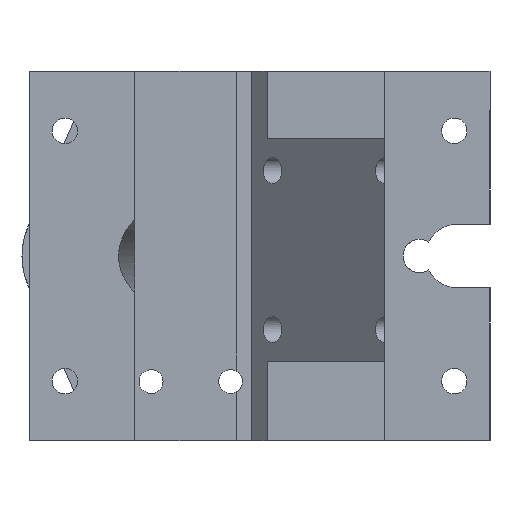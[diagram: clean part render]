
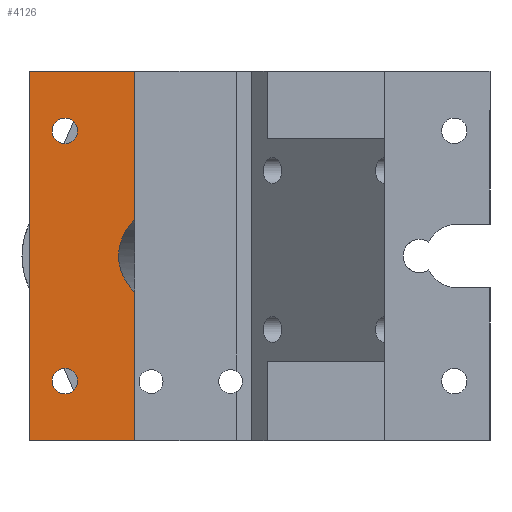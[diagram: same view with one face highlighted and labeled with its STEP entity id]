
A CAD part, left-side view. The second image highlights one B-rep face of the part: STEP entity #4126.
In plain terms, the highlighted planar face has unit normal (-1, 0, 0).
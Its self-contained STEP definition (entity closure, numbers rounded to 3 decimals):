
#35=ELLIPSE('',#4432,9.791,7.5);
#77=FACE_BOUND('',#742,.T.);
#78=FACE_BOUND('',#743,.T.);
#196=PLANE('',#4434);
#291=CIRCLE('',#4369,1.6);
#294=CIRCLE('',#4374,1.6);
#497=FACE_OUTER_BOUND('',#741,.T.);
#741=EDGE_LOOP('',(#3641,#3642,#3643,#3644,#3645,#3646));
#742=EDGE_LOOP('',(#3647));
#743=EDGE_LOOP('',(#3648));
#1007=LINE('',#8766,#1416);
#1231=LINE('',#9366,#1640);
#1232=LINE('',#9368,#1641);
#1233=LINE('',#9370,#1642);
#1234=LINE('',#9371,#1643);
#1416=VECTOR('',#4804,10.);
#1640=VECTOR('',#5368,10.);
#1641=VECTOR('',#5369,10.);
#1642=VECTOR('',#5370,10.);
#1643=VECTOR('',#5371,10.);
#1849=VERTEX_POINT('',#8763);
#1850=VERTEX_POINT('',#8765);
#2014=VERTEX_POINT('',#9219);
#2017=VERTEX_POINT('',#9229);
#2054=VERTEX_POINT('',#9358);
#2056=VERTEX_POINT('',#9361);
#2057=VERTEX_POINT('',#9367);
#2058=VERTEX_POINT('',#9369);
#2322=EDGE_CURVE('',#1849,#1850,#1007,.T.);
#2552=EDGE_CURVE('',#2014,#2014,#291,.T.);
#2557=EDGE_CURVE('',#2017,#2017,#294,.T.);
#2620=EDGE_CURVE('',#2056,#2054,#35,.T.);
#2623=EDGE_CURVE('',#2054,#1850,#1231,.T.);
#2624=EDGE_CURVE('',#2057,#1849,#1232,.T.);
#2625=EDGE_CURVE('',#2058,#2057,#1233,.T.);
#2626=EDGE_CURVE('',#2058,#2056,#1234,.T.);
#3641=ORIENTED_EDGE('',*,*,#2620,.T.);
#3642=ORIENTED_EDGE('',*,*,#2623,.T.);
#3643=ORIENTED_EDGE('',*,*,#2322,.F.);
#3644=ORIENTED_EDGE('',*,*,#2624,.F.);
#3645=ORIENTED_EDGE('',*,*,#2625,.F.);
#3646=ORIENTED_EDGE('',*,*,#2626,.T.);
#3647=ORIENTED_EDGE('',*,*,#2552,.T.);
#3648=ORIENTED_EDGE('',*,*,#2557,.T.);
#4126=ADVANCED_FACE('',(#497,#77,#78),#196,.T.);
#4369=AXIS2_PLACEMENT_3D('',#9221,#5199,#5200);
#4374=AXIS2_PLACEMENT_3D('',#9231,#5211,#5212);
#4432=AXIS2_PLACEMENT_3D('',#9362,#5361,#5362);
#4434=AXIS2_PLACEMENT_3D('',#9365,#5366,#5367);
#4804=DIRECTION('',(0.,-1.,0.));
#5199=DIRECTION('center_axis',(1.,0.,0.));
#5200=DIRECTION('ref_axis',(0.,1.,0.));
#5211=DIRECTION('center_axis',(1.,0.,0.));
#5212=DIRECTION('ref_axis',(0.,1.,0.));
#5361=DIRECTION('center_axis',(1.,0.,0.));
#5362=DIRECTION('ref_axis',(0.,-1.,0.));
#5366=DIRECTION('center_axis',(-1.,0.,0.));
#5367=DIRECTION('ref_axis',(0.,-1.,0.));
#5368=DIRECTION('',(0.,0.,1.));
#5369=DIRECTION('',(0.,0.,1.));
#5370=DIRECTION('',(0.,1.,0.));
#5371=DIRECTION('',(0.,0.,1.));
#8763=CARTESIAN_POINT('',(-34.088,50.312,46.5));
#8765=CARTESIAN_POINT('',(-34.088,37.062,46.5));
#8766=CARTESIAN_POINT('',(-34.088,37.062,46.5));
#9219=CARTESIAN_POINT('',(-34.088,44.262,7.5));
#9221=CARTESIAN_POINT('Origin',(-34.088,45.862,7.5));
#9229=CARTESIAN_POINT('',(-34.088,44.262,39.));
#9231=CARTESIAN_POINT('Origin',(-34.088,45.862,39.));
#9358=CARTESIAN_POINT('',(-34.088,37.062,27.845));
#9361=CARTESIAN_POINT('',(-34.088,37.062,18.655));
#9362=CARTESIAN_POINT('Origin',(-34.088,29.324,23.25));
#9365=CARTESIAN_POINT('Origin',(-34.088,50.312,0.));
#9366=CARTESIAN_POINT('',(-34.088,37.062,0.));
#9367=CARTESIAN_POINT('',(-34.088,50.312,0.));
#9368=CARTESIAN_POINT('',(-34.088,50.312,0.));
#9369=CARTESIAN_POINT('',(-34.088,37.062,0.));
#9370=CARTESIAN_POINT('',(-34.088,37.062,0.));
#9371=CARTESIAN_POINT('',(-34.088,37.062,0.));
